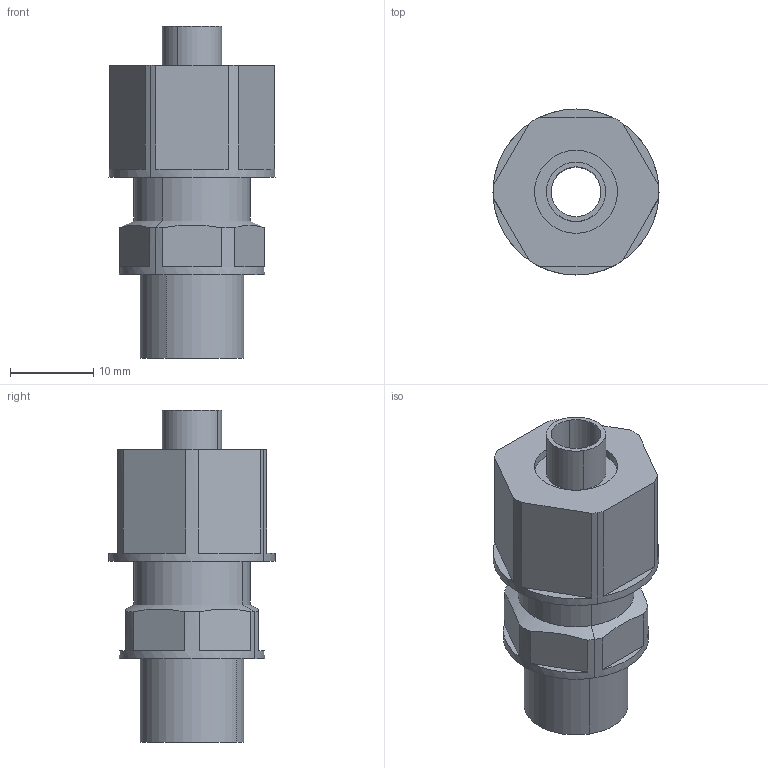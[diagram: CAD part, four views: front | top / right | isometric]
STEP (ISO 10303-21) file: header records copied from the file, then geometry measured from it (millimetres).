
FILE_DESCRIPTION(('Creo Elements/Direct Modeling STEP Export'),'2;1');
FILE_NAME('model.stp','2020-10-22T10:40:51',(''),(''),'Creo Elements/Direct Modeling STEP processor for AP214 (Solid Model)','Creo Elements/Direct Modeling 20.1A 29-Sep-2018 (C) Parametric Technology GmbH','');
FILE_SCHEMA(('AUTOMOTIVE_DESIGN { 1 0 10303 214 1 1 1 1 }'));
Length unit declared in the file: millimetre
Products named in the file (2): WP_G_PP_HF_PG7-select
Assembly tree (1 placements, depth 2):
  WP_G_PP_HF_PG7-select
    WP_G_PP_HF_PG7-select
Bounding box: 20 x 20 x 40 mm (x, y, z)
Volume: 6281.2 mm3; surface area: 3432.2 mm2
Topology: 1 solids, 1 shells, 46 faces, 117 edges, 77 vertices
Faces by surface type: plane 30, cylinder 14, cone 2
Entity records: 1904 total; most frequent: CARTESIAN_POINT 489, ORIENTED_EDGE 234, DIRECTION 178, EDGE_CURVE 117, VERTEX_POINT 77, AXIS2_PLACEMENT_3D 60, VECTOR 58, LINE 58
